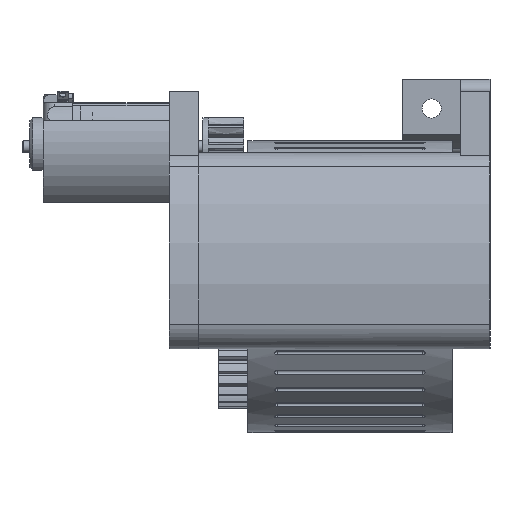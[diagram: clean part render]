
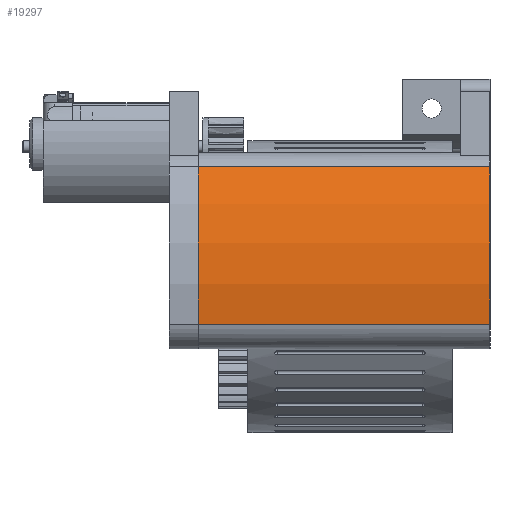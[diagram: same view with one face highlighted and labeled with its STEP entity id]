
A CAD part, left-side view. The second image highlights one B-rep face of the part: STEP entity #19297.
In plain terms, the highlighted cylindrical face has radius 40.2 mm (diameter 80.401 mm), a partial arc.
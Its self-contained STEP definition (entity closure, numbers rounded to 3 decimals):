
#1320=CYLINDRICAL_SURFACE('',#21112,40.2);
#2767=LINE('',#43207,#4217);
#2768=LINE('',#43209,#4218);
#4217=VECTOR('',#25856,10.);
#4218=VECTOR('',#25859,10.);
#5274=FACE_OUTER_BOUND('',#6427,.T.);
#6427=EDGE_LOOP('',(#18216,#18217,#18218,#18219));
#7790=CIRCLE('',#21016,40.2);
#7841=CIRCLE('',#21101,40.2);
#9524=VERTEX_POINT('',#42975);
#9525=VERTEX_POINT('',#42977);
#9595=VERTEX_POINT('',#43178);
#9597=VERTEX_POINT('',#43182);
#12362=EDGE_CURVE('',#9525,#9524,#7790,.T.);
#12462=EDGE_CURVE('',#9595,#9597,#7841,.T.);
#12475=EDGE_CURVE('',#9597,#9525,#2767,.T.);
#12476=EDGE_CURVE('',#9595,#9524,#2768,.T.);
#18216=ORIENTED_EDGE('',*,*,#12475,.T.);
#18217=ORIENTED_EDGE('',*,*,#12362,.T.);
#18218=ORIENTED_EDGE('',*,*,#12476,.F.);
#18219=ORIENTED_EDGE('',*,*,#12462,.T.);
#19297=ADVANCED_FACE('',(#5274),#1320,.T.);
#21016=AXIS2_PLACEMENT_3D('',#42978,#25604,#25605);
#21101=AXIS2_PLACEMENT_3D('',#43184,#25823,#25824);
#21112=AXIS2_PLACEMENT_3D('',#43208,#25857,#25858);
#25604=DIRECTION('center_axis',(0.,1.,0.));
#25605=DIRECTION('ref_axis',(-0.987,0.,-0.161));
#25823=DIRECTION('center_axis',(0.,-1.,0.));
#25824=DIRECTION('ref_axis',(-0.859,0.,0.511));
#25856=DIRECTION('',(0.,-1.,0.));
#25857=DIRECTION('center_axis',(0.,1.,0.));
#25858=DIRECTION('ref_axis',(-0.987,0.,-0.161));
#25859=DIRECTION('',(0.,-1.,0.));
#42975=CARTESIAN_POINT('',(-79.297,-50.,20.557));
#42977=CARTESIAN_POINT('',(-84.428,-50.,-6.459));
#42978=CARTESIAN_POINT('Origin',(-44.75,-50.,0.));
#43178=CARTESIAN_POINT('',(-79.297,0.,20.557));
#43182=CARTESIAN_POINT('',(-84.428,0.,-6.459));
#43184=CARTESIAN_POINT('Origin',(-44.75,0.,0.));
#43207=CARTESIAN_POINT('',(-84.428,-45.,-6.459));
#43208=CARTESIAN_POINT('Origin',(-44.75,-45.,0.));
#43209=CARTESIAN_POINT('',(-79.297,0.,20.557));
